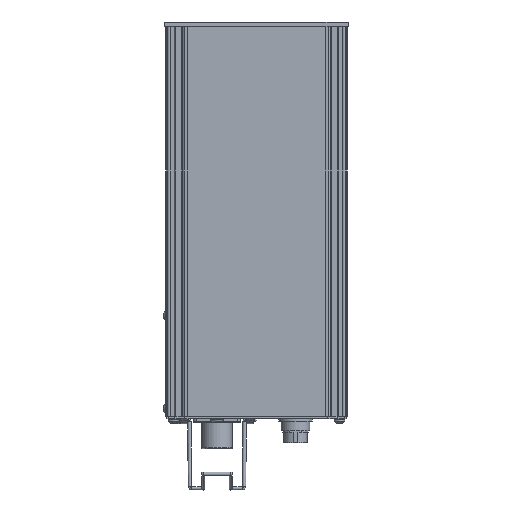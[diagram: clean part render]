
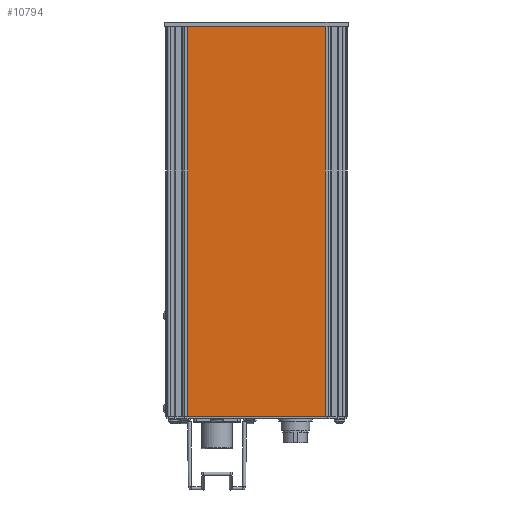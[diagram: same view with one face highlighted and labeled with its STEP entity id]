
A CAD part, front view. The second image highlights one B-rep face of the part: STEP entity #10794.
In plain terms, the highlighted planar face has unit normal (0, -1, 0).
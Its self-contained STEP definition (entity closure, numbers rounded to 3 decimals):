
#2339=CARTESIAN_POINT('',(10.1,-54.2,-113.2));
#2340=VERTEX_POINT('',#2339);
#2341=CARTESIAN_POINT('',(10.1,-54.2,113.3));
#2342=VERTEX_POINT('',#2341);
#2343=CARTESIAN_POINT('',(10.1,-54.2,-113.2));
#2344=DIRECTION('',(0.0,0.0,1.0));
#2345=VECTOR('',#2344,226.5);
#2346=LINE('',#2343,#2345);
#2347=EDGE_CURVE('',#2340,#2342,#2346,.T.);
#3497=CARTESIAN_POINT('',(92.9,-54.2,113.3));
#3498=VERTEX_POINT('',#3497);
#3499=CARTESIAN_POINT('',(10.1,-54.2,113.3));
#3500=DIRECTION('',(1.0,0.0,0.0));
#3501=VECTOR('',#3500,82.8);
#3502=LINE('',#3499,#3501);
#3503=EDGE_CURVE('',#2342,#3498,#3502,.T.);
#10771=CARTESIAN_POINT('',(92.75,-54.2,-113.1));
#10772=DIRECTION('',(0.0,-1.0,0.0));
#10773=DIRECTION('',(0.0,0.0,-1.0));
#10774=AXIS2_PLACEMENT_3D('',#10771,#10772,#10773);
#10775=PLANE('',#10774);
#10776=ORIENTED_EDGE('',*,*,#3503,.F.);
#10777=ORIENTED_EDGE('',*,*,#2347,.F.);
#10778=CARTESIAN_POINT('',(92.9,-54.2,-113.2));
#10779=VERTEX_POINT('',#10778);
#10780=CARTESIAN_POINT('',(92.9,-54.2,-113.2));
#10781=DIRECTION('',(-1.0,0.0,0.0));
#10782=VECTOR('',#10781,82.8);
#10783=LINE('',#10780,#10782);
#10784=EDGE_CURVE('',#10779,#2340,#10783,.T.);
#10785=ORIENTED_EDGE('',*,*,#10784,.F.);
#10786=CARTESIAN_POINT('',(92.9,-54.2,113.3));
#10787=DIRECTION('',(0.0,0.0,-1.0));
#10788=VECTOR('',#10787,226.5);
#10789=LINE('',#10786,#10788);
#10790=EDGE_CURVE('',#3498,#10779,#10789,.T.);
#10791=ORIENTED_EDGE('',*,*,#10790,.F.);
#10792=EDGE_LOOP('',(#10776,#10777,#10785,#10791));
#10793=FACE_OUTER_BOUND('',#10792,.T.);
#10794=ADVANCED_FACE('',(#10793),#10775,.T.);
